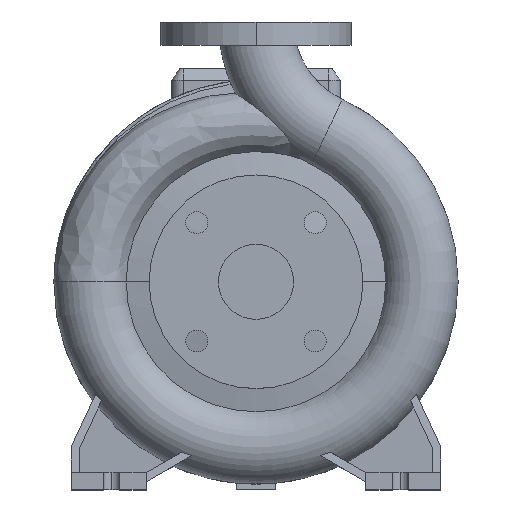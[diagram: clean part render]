
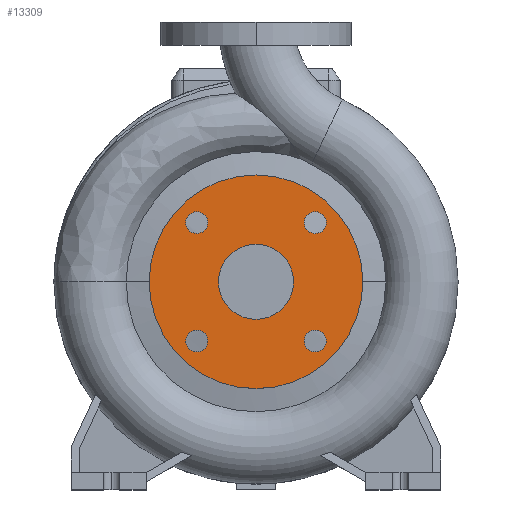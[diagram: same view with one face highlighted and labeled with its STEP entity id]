
A CAD part, top view. The second image highlights one B-rep face of the part: STEP entity #13309.
In plain terms, the highlighted planar face has unit normal (0, 0, 1).
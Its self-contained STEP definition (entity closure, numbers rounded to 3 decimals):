
#47 = VERTEX_POINT ( 'NONE', #4348 ) ;
#52 = CIRCLE ( 'NONE', #8787, 9.5 ) ;
#164 = AXIS2_PLACEMENT_3D ( 'NONE', #4847, #8952, #1271 ) ;
#382 = FACE_BOUND ( 'NONE', #12894, .T. ) ;
#520 = FACE_BOUND ( 'NONE', #7552, .T. ) ;
#631 = CARTESIAN_POINT ( 'NONE',  ( 0., 0., 100. ) ) ;
#678 = ORIENTED_EDGE ( 'NONE', *, *, #11095, .F. ) ;
#989 = CARTESIAN_POINT ( 'NONE',  ( -60.765, 51.265, 100. ) ) ;
#1038 = AXIS2_PLACEMENT_3D ( 'NONE', #10375, #10527, #9370 ) ;
#1079 = DIRECTION ( 'NONE',  ( 1., 0., 0. ) ) ;
#1226 = VERTEX_POINT ( 'NONE', #8945 ) ;
#1252 = AXIS2_PLACEMENT_3D ( 'NONE', #1673, #13532, #10371 ) ;
#1271 = DIRECTION ( 'NONE',  ( 1., 0., 0. ) ) ;
#1518 = DIRECTION ( 'NONE',  ( 0., 0., 1. ) ) ;
#1599 = VERTEX_POINT ( 'NONE', #6480 ) ;
#1673 = CARTESIAN_POINT ( 'NONE',  ( 0., 92.5, 100. ) ) ;
#1750 = FACE_BOUND ( 'NONE', #9576, .T. ) ;
#1760 = VERTEX_POINT ( 'NONE', #13527 ) ;
#2344 = CIRCLE ( 'NONE', #3952, 9.5 ) ;
#2542 = CARTESIAN_POINT ( 'NONE',  ( 60.765, -51.265, 100. ) ) ;
#2630 = CARTESIAN_POINT ( 'NONE',  ( 92.5, 0., 100. ) ) ;
#2767 = EDGE_LOOP ( 'NONE', ( #12882, #8460 ) ) ;
#2855 = DIRECTION ( 'NONE',  ( 0., 0., 1. ) ) ;
#3140 = CARTESIAN_POINT ( 'NONE',  ( -41.765, -51.265, 100. ) ) ;
#3167 = ORIENTED_EDGE ( 'NONE', *, *, #5594, .F. ) ;
#3300 = VERTEX_POINT ( 'NONE', #3140 ) ;
#3586 = VERTEX_POINT ( 'NONE', #2630 ) ;
#3591 = EDGE_LOOP ( 'NONE', ( #678, #7446 ) ) ;
#3704 = CIRCLE ( 'NONE', #11759, 9.5 ) ;
#3845 = AXIS2_PLACEMENT_3D ( 'NONE', #8501, #10593, #12888 ) ;
#3952 = AXIS2_PLACEMENT_3D ( 'NONE', #9732, #13181, #12174 ) ;
#4006 = DIRECTION ( 'NONE',  ( 0., 0., 1. ) ) ;
#4031 = ORIENTED_EDGE ( 'NONE', *, *, #10821, .F. ) ;
#4051 = VERTEX_POINT ( 'NONE', #10853 ) ;
#4258 = CARTESIAN_POINT ( 'NONE',  ( -41.765, 51.265, 100. ) ) ;
#4299 = CARTESIAN_POINT ( 'NONE',  ( -51.265, 51.265, 100. ) ) ;
#4348 = CARTESIAN_POINT ( 'NONE',  ( 41.765, -51.265, 100. ) ) ;
#4400 = EDGE_CURVE ( 'NONE', #3586, #1226, #4747, .T. ) ;
#4650 = EDGE_CURVE ( 'NONE', #4051, #9030, #8660, .T. ) ;
#4747 = CIRCLE ( 'NONE', #11655, 92.5 ) ;
#4847 = CARTESIAN_POINT ( 'NONE',  ( 51.265, 51.265, 100. ) ) ;
#5089 = DIRECTION ( 'NONE',  ( 1., 0., 0. ) ) ;
#5301 = ORIENTED_EDGE ( 'NONE', *, *, #7508, .F. ) ;
#5397 = VERTEX_POINT ( 'NONE', #2542 ) ;
#5594 = EDGE_CURVE ( 'NONE', #1760, #7938, #8670, .T. ) ;
#6049 = FACE_BOUND ( 'NONE', #13995, .T. ) ;
#6113 = EDGE_CURVE ( 'NONE', #3300, #1599, #6617, .T. ) ;
#6263 = CARTESIAN_POINT ( 'NONE',  ( -51.265, -51.265, 100. ) ) ;
#6392 = DIRECTION ( 'NONE',  ( 0., 0., 1. ) ) ;
#6462 = DIRECTION ( 'NONE',  ( 1., 0., 0. ) ) ;
#6480 = CARTESIAN_POINT ( 'NONE',  ( -60.765, -51.265, 100. ) ) ;
#6520 = VERTEX_POINT ( 'NONE', #989 ) ;
#6617 = CIRCLE ( 'NONE', #8459, 9.5 ) ;
#6620 = DIRECTION ( 'NONE',  ( 1., 0., 0. ) ) ;
#7038 = EDGE_CURVE ( 'NONE', #1226, #3586, #11237, .T. ) ;
#7206 = FACE_BOUND ( 'NONE', #3591, .T. ) ;
#7246 = DIRECTION ( 'NONE',  ( 1., 0., 0. ) ) ;
#7446 = ORIENTED_EDGE ( 'NONE', *, *, #4650, .F. ) ;
#7508 = EDGE_CURVE ( 'NONE', #10717, #6520, #12976, .T. ) ;
#7552 = EDGE_LOOP ( 'NONE', ( #13607, #3167 ) ) ;
#7697 = DIRECTION ( 'NONE',  ( 0., 0., 1. ) ) ;
#7938 = VERTEX_POINT ( 'NONE', #14069 ) ;
#8008 = AXIS2_PLACEMENT_3D ( 'NONE', #14105, #7697, #6620 ) ;
#8186 = DIRECTION ( 'NONE',  ( 1., 0., 0. ) ) ;
#8287 = FACE_OUTER_BOUND ( 'NONE', #2767, .T. ) ;
#8459 = AXIS2_PLACEMENT_3D ( 'NONE', #12080, #11010, #6462 ) ;
#8460 = ORIENTED_EDGE ( 'NONE', *, *, #7038, .T. ) ;
#8501 = CARTESIAN_POINT ( 'NONE',  ( 0., 0., 100. ) ) ;
#8660 = CIRCLE ( 'NONE', #164, 9.5 ) ;
#8670 = CIRCLE ( 'NONE', #3845, 32.5 ) ;
#8787 = AXIS2_PLACEMENT_3D ( 'NONE', #11588, #1518, #10433 ) ;
#8945 = CARTESIAN_POINT ( 'NONE',  ( -92.5, 0., 100. ) ) ;
#8952 = DIRECTION ( 'NONE',  ( 0., 0., 1. ) ) ;
#9030 = VERTEX_POINT ( 'NONE', #11350 ) ;
#9134 = EDGE_CURVE ( 'NONE', #7938, #1760, #10414, .T. ) ;
#9345 = ORIENTED_EDGE ( 'NONE', *, *, #13871, .F. ) ;
#9370 = DIRECTION ( 'NONE',  ( 1., 0., 0. ) ) ;
#9576 = EDGE_LOOP ( 'NONE', ( #5301, #10332 ) ) ;
#9688 = DIRECTION ( 'NONE',  ( 0., 0., 1. ) ) ;
#9732 = CARTESIAN_POINT ( 'NONE',  ( 51.265, -51.265, 100. ) ) ;
#9848 = CARTESIAN_POINT ( 'NONE',  ( -51.265, 51.265, 100. ) ) ;
#10332 = ORIENTED_EDGE ( 'NONE', *, *, #12905, .F. ) ;
#10371 = DIRECTION ( 'NONE',  ( -1., 0., 0. ) ) ;
#10375 = CARTESIAN_POINT ( 'NONE',  ( 51.265, -51.265, 100. ) ) ;
#10412 = CARTESIAN_POINT ( 'NONE',  ( 0., 0., 100. ) ) ;
#10414 = CIRCLE ( 'NONE', #14087, 32.5 ) ;
#10433 = DIRECTION ( 'NONE',  ( 1., 0., 0. ) ) ;
#10448 = PLANE ( 'NONE',  #1252 ) ;
#10456 = AXIS2_PLACEMENT_3D ( 'NONE', #9848, #6392, #1079 ) ;
#10527 = DIRECTION ( 'NONE',  ( 0., 0., 1. ) ) ;
#10593 = DIRECTION ( 'NONE',  ( 0., 0., 1. ) ) ;
#10658 = EDGE_CURVE ( 'NONE', #47, #5397, #2344, .T. ) ;
#10666 = DIRECTION ( 'NONE',  ( 0., 0., 1. ) ) ;
#10717 = VERTEX_POINT ( 'NONE', #4258 ) ;
#10821 = EDGE_CURVE ( 'NONE', #1599, #3300, #3704, .T. ) ;
#10848 = ORIENTED_EDGE ( 'NONE', *, *, #6113, .F. ) ;
#10853 = CARTESIAN_POINT ( 'NONE',  ( 41.765, 51.265, 100. ) ) ;
#11010 = DIRECTION ( 'NONE',  ( 0., 0., 1. ) ) ;
#11095 = EDGE_CURVE ( 'NONE', #9030, #4051, #52, .T. ) ;
#11237 = CIRCLE ( 'NONE', #8008, 92.5 ) ;
#11350 = CARTESIAN_POINT ( 'NONE',  ( 60.765, 51.265, 100. ) ) ;
#11582 = AXIS2_PLACEMENT_3D ( 'NONE', #4299, #9688, #5089 ) ;
#11588 = CARTESIAN_POINT ( 'NONE',  ( 51.265, 51.265, 100. ) ) ;
#11655 = AXIS2_PLACEMENT_3D ( 'NONE', #631, #2855, #7246 ) ;
#11759 = AXIS2_PLACEMENT_3D ( 'NONE', #6263, #10666, #13897 ) ;
#12080 = CARTESIAN_POINT ( 'NONE',  ( -51.265, -51.265, 100. ) ) ;
#12174 = DIRECTION ( 'NONE',  ( 1., 0., 0. ) ) ;
#12882 = ORIENTED_EDGE ( 'NONE', *, *, #4400, .T. ) ;
#12888 = DIRECTION ( 'NONE',  ( 1., 0., 0. ) ) ;
#12894 = EDGE_LOOP ( 'NONE', ( #10848, #4031 ) ) ;
#12905 = EDGE_CURVE ( 'NONE', #6520, #10717, #13873, .T. ) ;
#12976 = CIRCLE ( 'NONE', #10456, 9.5 ) ;
#13181 = DIRECTION ( 'NONE',  ( 0., 0., 1. ) ) ;
#13309 = ADVANCED_FACE ( 'NONE', ( #382, #520, #8287, #7206, #1750, #6049 ), #10448, .F. ) ;
#13425 = CIRCLE ( 'NONE', #1038, 9.5 ) ;
#13527 = CARTESIAN_POINT ( 'NONE',  ( -32.5, 0., 100. ) ) ;
#13532 = DIRECTION ( 'NONE',  ( 0., 0., -1. ) ) ;
#13607 = ORIENTED_EDGE ( 'NONE', *, *, #9134, .F. ) ;
#13871 = EDGE_CURVE ( 'NONE', #5397, #47, #13425, .T. ) ;
#13873 = CIRCLE ( 'NONE', #11582, 9.5 ) ;
#13897 = DIRECTION ( 'NONE',  ( 1., 0., 0. ) ) ;
#13995 = EDGE_LOOP ( 'NONE', ( #9345, #14006 ) ) ;
#14006 = ORIENTED_EDGE ( 'NONE', *, *, #10658, .F. ) ;
#14069 = CARTESIAN_POINT ( 'NONE',  ( 32.5, 0., 100. ) ) ;
#14087 = AXIS2_PLACEMENT_3D ( 'NONE', #10412, #4006, #8186 ) ;
#14105 = CARTESIAN_POINT ( 'NONE',  ( 0., 0., 100. ) ) ;
